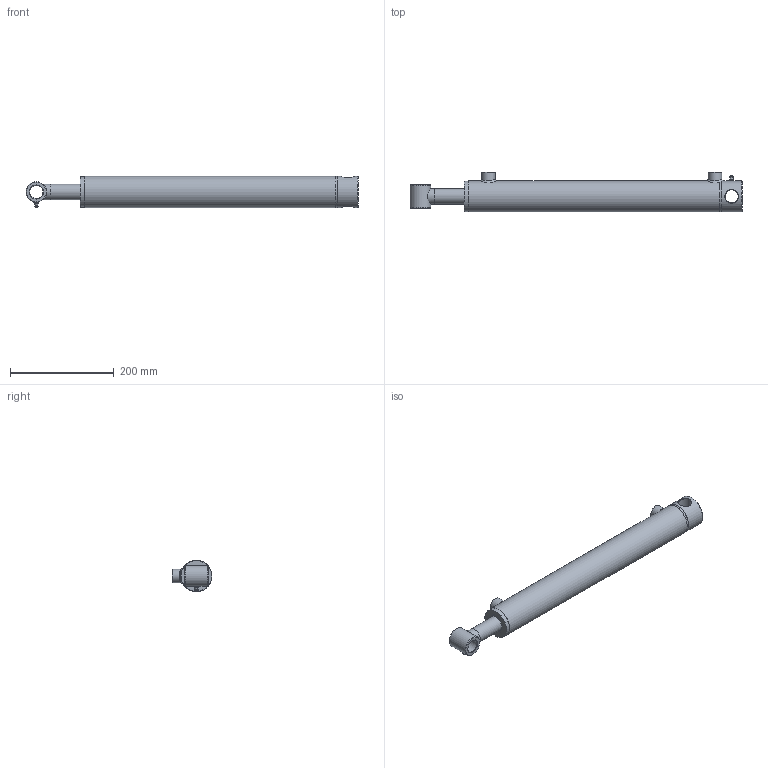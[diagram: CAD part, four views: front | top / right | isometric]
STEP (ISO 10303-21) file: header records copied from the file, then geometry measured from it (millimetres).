
FILE_DESCRIPTION(/* description */ (''),/* implementation_level */ '2;1');
FILE_NAME(/* name */ 'CY0500300400B25G25-2.stp',/* time_stamp */ '2023-06-20T13:15:32+02:00',/* author */ ('msn'),/* organization */ (''),/* preprocessor_version */ 'ST-DEVELOPER v19.2',/* originating_system */ 'Autodesk Inventor 2024',/* authorisation */ '');
FILE_SCHEMA (('AUTOMOTIVE_DESIGN { 1 0 10303 214 3 1 1 }'));
Length unit declared in the file: millimetre
Products named in the file (10): CY0500300400B25G25-2; CY0500300400B25G25-2_1; Rør Ø60ø50 - NBTB0060050025; NBT006005030; stok Ø30; NBPF00502015; NBFF05006025; NBBS2504045; NBBORSG3-8; DIN 71412 - AM 6 (coned short)
Assembly tree (11 placements, depth 2):
  CY0500300400B25G25-2
    CY0500300400B25G25-2_1
    Rør Ø60ø50 - NBTB0060050025
    NBT006005030
    stok Ø30
    NBPF00502015
    NBFF05006025
    NBBS2504045
    NBBORSG3-8  x2
    DIN 71412 - AM 6 (coned short)  x2
Bounding box: 640 x 76.85 x 60 mm (x, y, z)
Volume: 1026939.5 mm3; surface area: 293817.4 mm2
Topology: 13 solids, 13 shells, 176 faces, 384 edges, 244 vertices
Faces by surface type: cylinder 55, cone 54, plane 54, bspline 6, torus 5, sphere 2
Full cylindrical faces by diameter (mm): 3 x2, 4.917 x2, 6 x4, 14.95 x2, 18.376 x1, 20 x1, 21 x3, 25.25 x2, 25.88 x1, 26 x4, 30 x5, 32 x1, 33 x2, 38.6 x1, 40 x2, 45 x1, 46 x2, 50 x7, 52 x1, 53.376 x1, 54 x1, 59 x1, 60 x2
Entity records: 6532 total; most frequent: CARTESIAN_POINT 3052, DIRECTION 694, ORIENTED_EDGE 610, EDGE_CURVE 305, AXIS2_PLACEMENT_3D 305, VERTEX_POINT 197, EDGE_LOOP 181, CIRCLE 149
